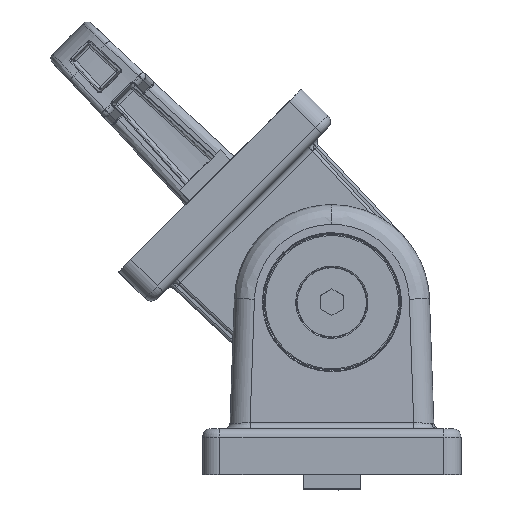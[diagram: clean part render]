
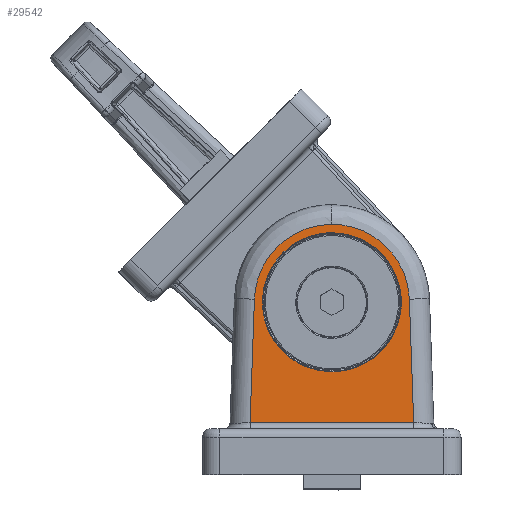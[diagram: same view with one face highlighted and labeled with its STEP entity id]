
A CAD part, top view. The second image highlights one B-rep face of the part: STEP entity #29542.
In plain terms, the highlighted planar face has unit normal (0, 0.018, 1).
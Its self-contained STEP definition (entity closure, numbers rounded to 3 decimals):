
#937 = VERTEX_POINT ( 'NONE', #38221 ) ;
#2408 = CARTESIAN_POINT ( 'NONE',  ( -13.492, 22.532, 19.607 ) ) ;
#2470 = LINE ( 'NONE', #29818, #33183 ) ;
#2613 = ORIENTED_EDGE ( 'NONE', *, *, #30493, .T. ) ;
#3375 = CARTESIAN_POINT ( 'NONE',  ( 14.279, 0.983, 19.983 ) ) ;
#3706 = ORIENTED_EDGE ( 'NONE', *, *, #35364, .T. ) ;
#6465 = CARTESIAN_POINT ( 'NONE',  ( -14.286, -0.199, 20.003 ) ) ;
#7049 = DIRECTION ( 'NONE',  ( 0., -1., 0.017 ) ) ;
#8162 = CARTESIAN_POINT ( 'NONE',  ( -24.2, 9.902, 19.827 ) ) ;
#8441 = VECTOR ( 'NONE', #59111, 1000. ) ;
#9854 = PLANE ( 'NONE',  #24400 ) ;
#11001 = EDGE_CURVE ( 'NONE', #937, #15627, #44896, .T. ) ;
#12307 = VERTEX_POINT ( 'NONE', #29640 ) ;
#12822 = CARTESIAN_POINT ( 'NONE',  ( 0., 9.902, 19.827 ) ) ;
#13640 =( BOUNDED_CURVE ( )  B_SPLINE_CURVE ( 3, ( #51517, #13916, #41613, #37253 ),
 .UNSPECIFIED., .F., .F. ) 
 B_SPLINE_CURVE_WITH_KNOTS ( ( 4, 4 ),
 ( 0., 3.142 ),
 .UNSPECIFIED. ) 
 CURVE ( )  GEOMETRIC_REPRESENTATION_ITEM ( )  RATIONAL_B_SPLINE_CURVE ( ( 1., 0.333, 0.333, 1. ) ) 
 REPRESENTATION_ITEM ( '' )  );
#13916 = CARTESIAN_POINT ( 'NONE',  ( 24.2, 34.102, 19.405 ) ) ;
#15625 =( BOUNDED_CURVE ( )  B_SPLINE_CURVE ( 3, ( #44981, #54603, #44669, #2408 ),
 .UNSPECIFIED., .F., .T. ) 
 B_SPLINE_CURVE_WITH_KNOTS ( ( 4, 4 ),
 ( 0., 1.536 ),
 .UNSPECIFIED. ) 
 CURVE ( )  GEOMETRIC_REPRESENTATION_ITEM ( )  RATIONAL_B_SPLINE_CURVE ( ( 1., 0.813, 0.813, 1. ) ) 
 REPRESENTATION_ITEM ( '' )  );
#15627 = VERTEX_POINT ( 'NONE', #21297 ) ;
#18113 = CARTESIAN_POINT ( 'NONE',  ( -24.2, 34.102, 19.405 ) ) ;
#19127 = ORIENTED_EDGE ( 'NONE', *, *, #50522, .T. ) ;
#20665 = CARTESIAN_POINT ( 'NONE',  ( 13.492, 22.532, 19.607 ) ) ;
#21297 = CARTESIAN_POINT ( 'NONE',  ( 0., 34.102, 19.405 ) ) ;
#21674 = CARTESIAN_POINT ( 'NONE',  ( 0., 35.561, 19.379 ) ) ;
#22329 = VERTEX_POINT ( 'NONE', #21674 ) ;
#24354 =( BOUNDED_CURVE ( )  B_SPLINE_CURVE ( 3, ( #40498, #54771, #59155, #54468 ),
 .UNSPECIFIED., .F., .T. ) 
 B_SPLINE_CURVE_WITH_KNOTS ( ( 4, 4 ),
 ( 4.747, 6.283 ),
 .UNSPECIFIED. ) 
 CURVE ( )  GEOMETRIC_REPRESENTATION_ITEM ( )  RATIONAL_B_SPLINE_CURVE ( ( 1., 0.813, 0.813, 1. ) ) 
 REPRESENTATION_ITEM ( '' )  );
#24400 = AXIS2_PLACEMENT_3D ( 'NONE', #28821, #47766, #7049 ) ;
#25501 = ORIENTED_EDGE ( 'NONE', *, *, #32233, .T. ) ;
#28821 = CARTESIAN_POINT ( 'NONE',  ( -20., 0., 20. ) ) ;
#29542 = ADVANCED_FACE ( 'NONE', ( #33489, #52432 ), #9854, .F. ) ;
#29630 = VERTEX_POINT ( 'NONE', #44659 ) ;
#29640 = CARTESIAN_POINT ( 'NONE',  ( -14.244, 0.983, 19.983 ) ) ;
#29743 = ORIENTED_EDGE ( 'NONE', *, *, #33303, .T. ) ;
#29818 = CARTESIAN_POINT ( 'NONE',  ( 14.237, 1.195, 19.979 ) ) ;
#30195 = ORIENTED_EDGE ( 'NONE', *, *, #11001, .T. ) ;
#30493 = EDGE_CURVE ( 'NONE', #22329, #33433, #15625, .T. ) ;
#31710 = EDGE_LOOP ( 'NONE', ( #29743, #53739, #19127, #3706, #2613 ) ) ;
#32233 = EDGE_CURVE ( 'NONE', #15627, #937, #13640, .T. ) ;
#33183 = VECTOR ( 'NONE', #58122, 1000. ) ;
#33303 = EDGE_CURVE ( 'NONE', #33433, #12307, #34721, .T. ) ;
#33433 = VERTEX_POINT ( 'NONE', #46499 ) ;
#33489 = FACE_BOUND ( 'NONE', #49891, .T. ) ;
#34721 = LINE ( 'NONE', #6465, #52704 ) ;
#34724 = VERTEX_POINT ( 'NONE', #20665 ) ;
#35364 = EDGE_CURVE ( 'NONE', #34724, #22329, #24354, .T. ) ;
#36930 = LINE ( 'NONE', #3375, #8441 ) ;
#37253 = CARTESIAN_POINT ( 'NONE',  ( 0., 9.902, 19.827 ) ) ;
#38221 = CARTESIAN_POINT ( 'NONE',  ( 0., 9.902, 19.827 ) ) ;
#40498 = CARTESIAN_POINT ( 'NONE',  ( 13.492, 22.532, 19.607 ) ) ;
#41613 = CARTESIAN_POINT ( 'NONE',  ( 24.2, 9.902, 19.827 ) ) ;
#44659 = CARTESIAN_POINT ( 'NONE',  ( 14.244, 0.983, 19.983 ) ) ;
#44669 = CARTESIAN_POINT ( 'NONE',  ( -13.223, 30.218, 19.473 ) ) ;
#44896 =( BOUNDED_CURVE ( )  B_SPLINE_CURVE ( 3, ( #12822, #8162, #18113, #56328 ),
 .UNSPECIFIED., .F., .T. ) 
 B_SPLINE_CURVE_WITH_KNOTS ( ( 4, 4 ),
 ( 3.142, 6.283 ),
 .UNSPECIFIED. ) 
 CURVE ( )  GEOMETRIC_REPRESENTATION_ITEM ( )  RATIONAL_B_SPLINE_CURVE ( ( 1., 0.333, 0.333, 1. ) ) 
 REPRESENTATION_ITEM ( '' )  );
#44981 = CARTESIAN_POINT ( 'NONE',  ( 0., 35.561, 19.379 ) ) ;
#46499 = CARTESIAN_POINT ( 'NONE',  ( -13.492, 22.532, 19.607 ) ) ;
#47766 = DIRECTION ( 'NONE',  ( 0., -0.017, -1. ) ) ;
#49891 = EDGE_LOOP ( 'NONE', ( #25501, #30195 ) ) ;
#50522 = EDGE_CURVE ( 'NONE', #29630, #34724, #2470, .T. ) ;
#51407 = EDGE_CURVE ( 'NONE', #12307, #29630, #36930, .T. ) ;
#51517 = CARTESIAN_POINT ( 'NONE',  ( 0., 34.102, 19.405 ) ) ;
#52432 = FACE_OUTER_BOUND ( 'NONE', #31710, .T. ) ;
#52704 = VECTOR ( 'NONE', #57129, 1000. ) ;
#53739 = ORIENTED_EDGE ( 'NONE', *, *, #51407, .T. ) ;
#54468 = CARTESIAN_POINT ( 'NONE',  ( 0., 35.561, 19.379 ) ) ;
#54603 = CARTESIAN_POINT ( 'NONE',  ( -7.691, 35.561, 19.379 ) ) ;
#54771 = CARTESIAN_POINT ( 'NONE',  ( 13.223, 30.218, 19.473 ) ) ;
#56328 = CARTESIAN_POINT ( 'NONE',  ( 0., 34.102, 19.405 ) ) ;
#57129 = DIRECTION ( 'NONE',  ( -0.035, -0.999, 0.017 ) ) ;
#58122 = DIRECTION ( 'NONE',  ( -0.035, 0.999, -0.017 ) ) ;
#59111 = DIRECTION ( 'NONE',  ( 1., 0., 0. ) ) ;
#59155 = CARTESIAN_POINT ( 'NONE',  ( 7.691, 35.561, 19.379 ) ) ;
